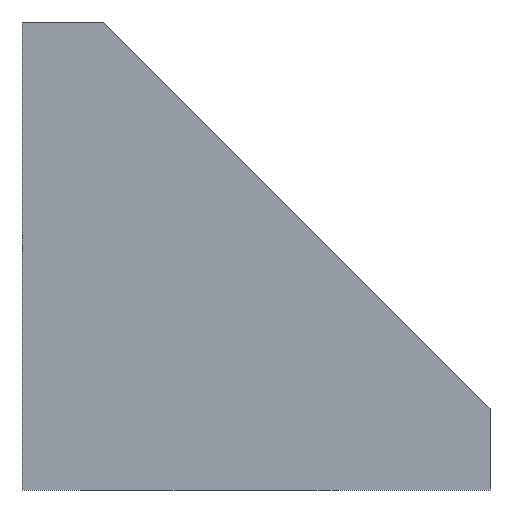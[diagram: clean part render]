
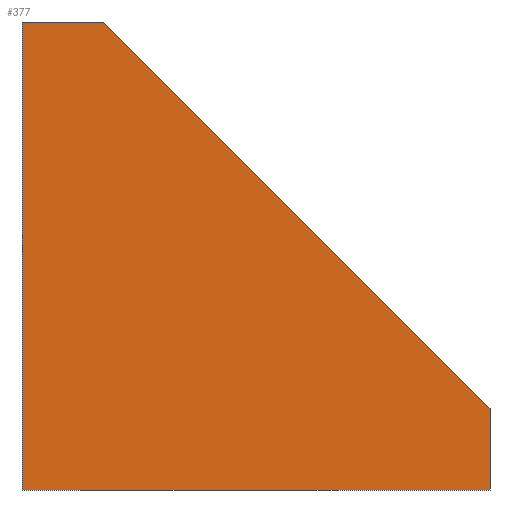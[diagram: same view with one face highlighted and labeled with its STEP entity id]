
A CAD part, left-side view. The second image highlights one B-rep face of the part: STEP entity #377.
In plain terms, the highlighted planar face has unit normal (-1, 0, 0).
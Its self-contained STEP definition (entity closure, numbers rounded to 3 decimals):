
#51=FACE_OUTER_BOUND('',#75,.T.);
#75=EDGE_LOOP('',(#337,#338,#339,#340,#341));
#105=LINE('',#586,#147);
#107=LINE('',#591,#149);
#111=LINE('',#598,#153);
#113=LINE('',#602,#155);
#116=LINE('',#607,#158);
#147=VECTOR('',#483,1.);
#149=VECTOR('',#487,1.);
#153=VECTOR('',#493,1.);
#155=VECTOR('',#497,1.);
#158=VECTOR('',#502,1.);
#184=VERTEX_POINT('',#583);
#185=VERTEX_POINT('',#585);
#186=VERTEX_POINT('',#589);
#187=VERTEX_POINT('',#590);
#190=VERTEX_POINT('',#601);
#229=EDGE_CURVE('',#184,#185,#105,.T.);
#231=EDGE_CURVE('',#186,#187,#107,.T.);
#235=EDGE_CURVE('',#187,#184,#111,.T.);
#237=EDGE_CURVE('',#185,#190,#113,.T.);
#240=EDGE_CURVE('',#190,#186,#116,.T.);
#337=ORIENTED_EDGE('',*,*,#231,.F.);
#338=ORIENTED_EDGE('',*,*,#240,.F.);
#339=ORIENTED_EDGE('',*,*,#237,.F.);
#340=ORIENTED_EDGE('',*,*,#229,.F.);
#341=ORIENTED_EDGE('',*,*,#235,.F.);
#357=PLANE('',#407);
#377=ADVANCED_FACE('',(#51),#357,.T.);
#407=AXIS2_PLACEMENT_3D('',#610,#506,#507);
#483=DIRECTION('',(0.,-0.707,-0.707));
#487=DIRECTION('',(0.,0.,1.));
#493=DIRECTION('',(0.,-1.,0.));
#497=DIRECTION('',(0.,0.,-1.));
#502=DIRECTION('',(0.,1.,0.));
#506=DIRECTION('center_axis',(-1.,0.,0.));
#507=DIRECTION('ref_axis',(0.,-1.,0.));
#583=CARTESIAN_POINT('',(-9.5,-7.,40.));
#585=CARTESIAN_POINT('',(-9.5,-40.,7.));
#586=CARTESIAN_POINT('',(-9.5,-40.,7.));
#589=CARTESIAN_POINT('',(-9.5,0.,0.));
#590=CARTESIAN_POINT('',(-9.5,0.,40.));
#591=CARTESIAN_POINT('',(-9.5,0.,40.));
#598=CARTESIAN_POINT('',(-9.5,-7.,40.));
#601=CARTESIAN_POINT('',(-9.5,-40.,0.));
#602=CARTESIAN_POINT('',(-9.5,-40.,0.));
#607=CARTESIAN_POINT('',(-9.5,0.,0.));
#610=CARTESIAN_POINT('Origin',(-9.5,-15.648,15.648));
